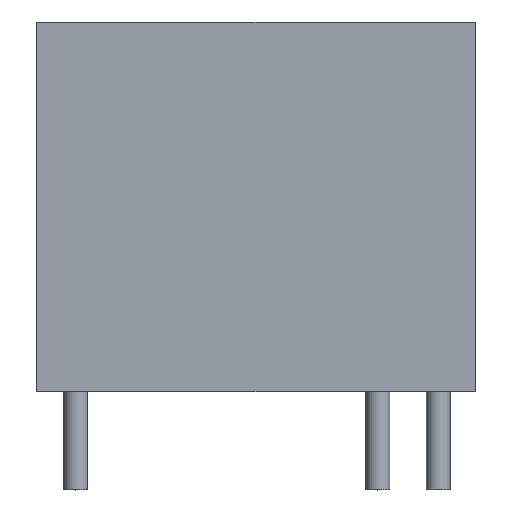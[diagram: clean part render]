
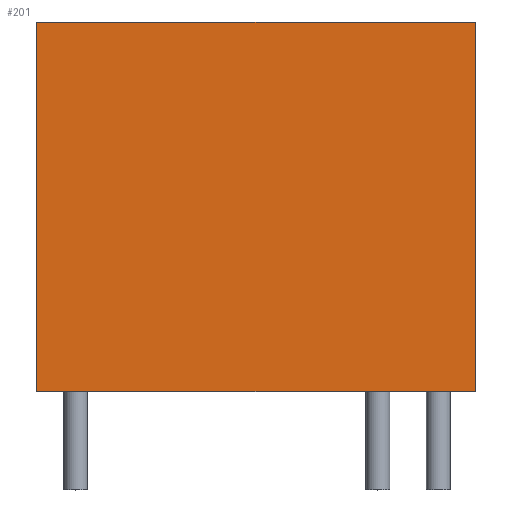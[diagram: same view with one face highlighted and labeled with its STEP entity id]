
A CAD part, top view. The second image highlights one B-rep face of the part: STEP entity #201.
In plain terms, the highlighted planar face has unit normal (0, 0, 1).
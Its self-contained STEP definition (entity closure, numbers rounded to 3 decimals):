
#23=PLANE('',#237);
#37=FACE_OUTER_BOUND('',#51,.T.);
#51=EDGE_LOOP('',(#161,#162,#163,#164));
#65=LINE('',#337,#81);
#66=LINE('',#339,#82);
#67=LINE('',#341,#83);
#68=LINE('',#342,#84);
#81=VECTOR('',#283,10.);
#82=VECTOR('',#284,10.);
#83=VECTOR('',#285,10.);
#84=VECTOR('',#286,10.);
#109=VERTEX_POINT('',#335);
#110=VERTEX_POINT('',#336);
#111=VERTEX_POINT('',#338);
#112=VERTEX_POINT('',#340);
#129=EDGE_CURVE('',#109,#110,#65,.T.);
#130=EDGE_CURVE('',#110,#111,#66,.T.);
#131=EDGE_CURVE('',#112,#111,#67,.T.);
#132=EDGE_CURVE('',#109,#112,#68,.T.);
#161=ORIENTED_EDGE('',*,*,#129,.T.);
#162=ORIENTED_EDGE('',*,*,#130,.T.);
#163=ORIENTED_EDGE('',*,*,#131,.F.);
#164=ORIENTED_EDGE('',*,*,#132,.F.);
#201=ADVANCED_FACE('',(#37),#23,.T.);
#237=AXIS2_PLACEMENT_3D('',#334,#281,#282);
#281=DIRECTION('center_axis',(0.,0.,1.));
#282=DIRECTION('ref_axis',(1.,0.,0.));
#283=DIRECTION('',(1.,0.,0.));
#284=DIRECTION('',(0.,1.,0.));
#285=DIRECTION('',(1.,0.,0.));
#286=DIRECTION('',(0.,1.,0.));
#334=CARTESIAN_POINT('Origin',(-9.21,0.,5.125));
#335=CARTESIAN_POINT('',(-9.21,0.,5.125));
#336=CARTESIAN_POINT('',(9.21,0.,5.125));
#337=CARTESIAN_POINT('',(-9.21,0.,5.125));
#338=CARTESIAN_POINT('',(9.21,15.52,5.125));
#339=CARTESIAN_POINT('',(9.21,0.,5.125));
#340=CARTESIAN_POINT('',(-9.21,15.52,5.125));
#341=CARTESIAN_POINT('',(-9.21,15.52,5.125));
#342=CARTESIAN_POINT('',(-9.21,0.,5.125));
